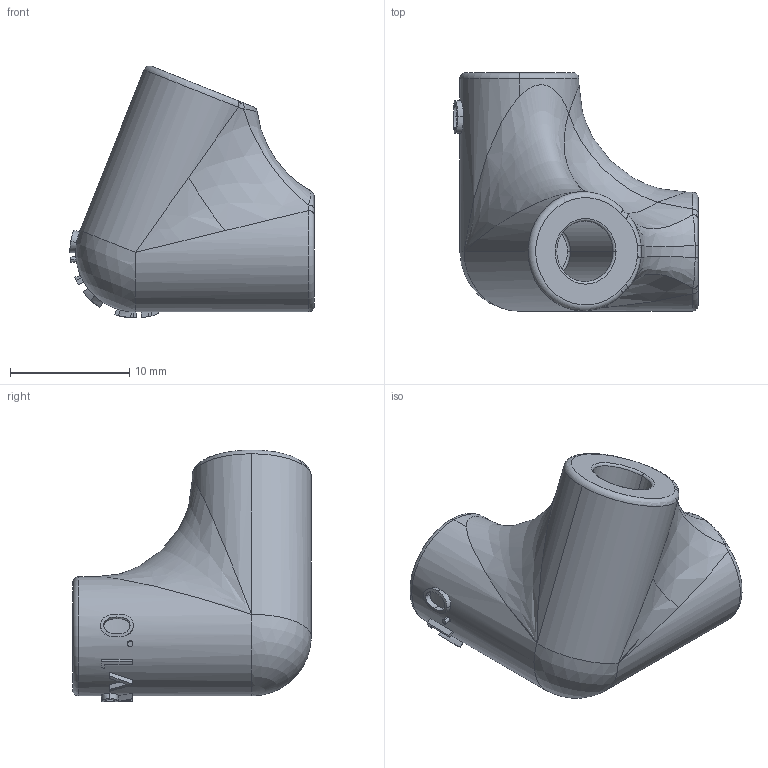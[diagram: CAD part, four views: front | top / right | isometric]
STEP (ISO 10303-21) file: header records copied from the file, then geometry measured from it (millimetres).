
FILE_DESCRIPTION (( 'STEP AP214' ), '1' );
FILE_NAME ('CornerJoint_TopRear.STEP', '2025-02-19T10:57:02', ( '' ), ( '' ), 'SwSTEP 2.0', 'SolidWorks 2023', '' );
FILE_SCHEMA (( 'AUTOMOTIVE_DESIGN' ));
Length unit declared in the file: millimetre
Products named in the file (1): CornerJoint_TopRear
Bounding box: 20.5 x 20 x 21.14 mm (x, y, z)
Volume: 2863.7 mm3; surface area: 1878.3 mm2
Topology: 1 solids, 1 shells, 113 faces, 274 edges, 169 vertices
Faces by surface type: bspline 44, plane 30, cylinder 20, torus 17, sphere 2
Entity records: 6639 total; most frequent: CARTESIAN_POINT 4348, ORIENTED_EDGE 538, DIRECTION 370, EDGE_CURVE 269, VERTEX_POINT 168, AXIS2_PLACEMENT_3D 162, EDGE_LOOP 123, B_SPLINE_CURVE_WITH_KNOTS 119
